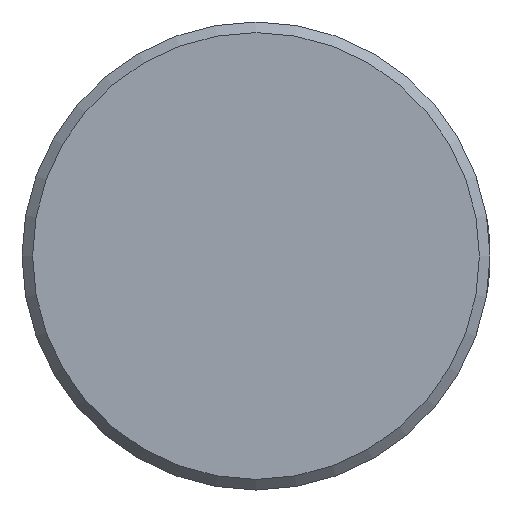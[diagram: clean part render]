
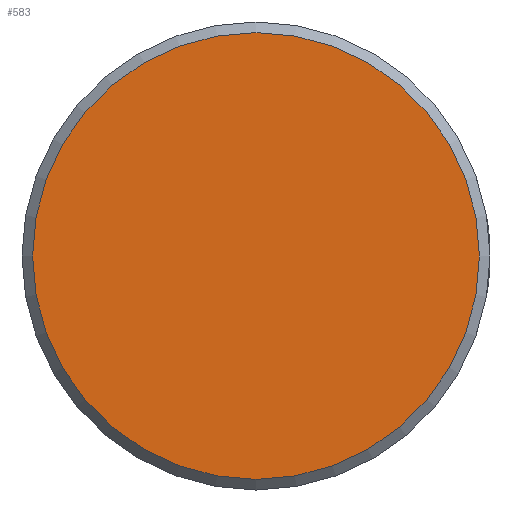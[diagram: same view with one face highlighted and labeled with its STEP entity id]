
A CAD part, front view. The second image highlights one B-rep face of the part: STEP entity #583.
In plain terms, the highlighted planar face has unit normal (0, -1, 0).
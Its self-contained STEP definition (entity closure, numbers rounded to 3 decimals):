
#68=PLANE('',#758);
#94=FACE_OUTER_BOUND('',#135,.T.);
#135=EDGE_LOOP('',(#437));
#187=CIRCLE('',#755,10.5);
#299=VERTEX_POINT('',#1098);
#350=EDGE_CURVE('',#299,#299,#187,.T.);
#437=ORIENTED_EDGE('',*,*,#350,.F.);
#583=ADVANCED_FACE('',(#94),#68,.F.);
#755=AXIS2_PLACEMENT_3D('',#1100,#853,#854);
#758=AXIS2_PLACEMENT_3D('',#1106,#861,#862);
#853=DIRECTION('center_axis',(0.,1.,0.));
#854=DIRECTION('ref_axis',(1.,0.,0.));
#861=DIRECTION('center_axis',(0.,1.,0.));
#862=DIRECTION('ref_axis',(0.,0.,1.));
#1098=CARTESIAN_POINT('',(-10.5,0.,0.));
#1100=CARTESIAN_POINT('Origin',(0.,0.,0.));
#1106=CARTESIAN_POINT('Origin',(0.,0.,0.));
